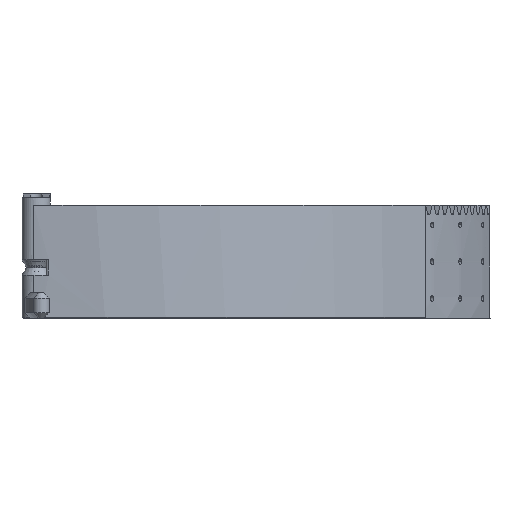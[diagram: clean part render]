
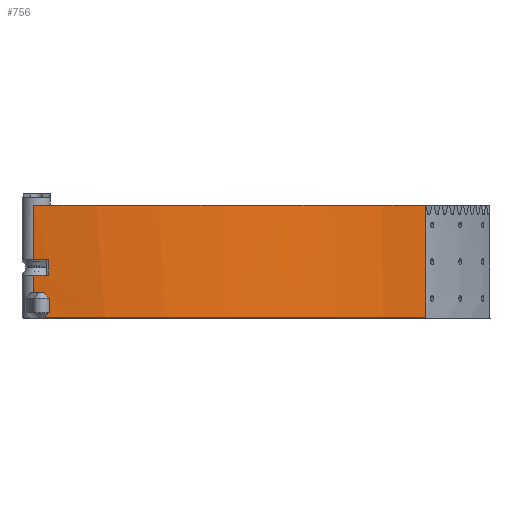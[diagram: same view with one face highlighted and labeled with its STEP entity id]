
A CAD part, left-side view. The second image highlights one B-rep face of the part: STEP entity #756.
In plain terms, the highlighted cylindrical face has radius 150 mm (diameter 300 mm), a partial arc.
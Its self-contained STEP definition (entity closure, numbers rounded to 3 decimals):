
#82 = VERTEX_POINT('',#83);
#83 = CARTESIAN_POINT('',(-148.153,23.465,0.));
#92 = EDGE_CURVE('',#93,#82,#95,.T.);
#93 = VERTEX_POINT('',#94);
#94 = CARTESIAN_POINT('',(-148.153,23.465,-19.2));
#95 = LINE('',#96,#97);
#96 = CARTESIAN_POINT('',(-148.153,23.465,-40.));
#97 = VECTOR('',#98,1.);
#98 = DIRECTION('',(0.,0.,1.));
#293 = EDGE_CURVE('',#82,#294,#296,.T.);
#294 = VERTEX_POINT('',#295);
#295 = CARTESIAN_POINT('',(-96.418,-114.907,
    0.));
#296 = CIRCLE('',#297,150.);
#297 = AXIS2_PLACEMENT_3D('',#298,#299,#300);
#298 = CARTESIAN_POINT('',(0.,0.,0.));
#299 = DIRECTION('',(0.,0.,1.));
#300 = DIRECTION('',(-0.988,0.156,0.));
#756 = ADVANCED_FACE('',(#757),#873,.T.);
#757 = FACE_BOUND('',#758,.T.);
#758 = EDGE_LOOP('',(#759,#770,#779,#787,#796,#806,#814,#824,#833,#842,
    #848,#849,#850,#859,#868));
#759 = ORIENTED_EDGE('',*,*,#760,.F.);
#760 = EDGE_CURVE('',#761,#763,#765,.T.);
#761 = VERTEX_POINT('',#762);
#762 = CARTESIAN_POINT('',(-148.5,21.161,-24.8));
#763 = VERTEX_POINT('',#764);
#764 = CARTESIAN_POINT('',(-148.881,18.288,-24.8));
#765 = CIRCLE('',#766,150.);
#766 = AXIS2_PLACEMENT_3D('',#767,#768,#769);
#767 = CARTESIAN_POINT('',(0.,0.,-24.8
    ));
#768 = DIRECTION('',(0.,0.,1.));
#769 = DIRECTION('',(-0.156,-0.988,0.));
#770 = ORIENTED_EDGE('',*,*,#771,.F.);
#771 = EDGE_CURVE('',#772,#761,#774,.T.);
#772 = VERTEX_POINT('',#773);
#773 = CARTESIAN_POINT('',(-148.153,23.465,-24.8));
#774 = CIRCLE('',#775,150.);
#775 = AXIS2_PLACEMENT_3D('',#776,#777,#778);
#776 = CARTESIAN_POINT('',(0.,0.,-24.8
    ));
#777 = DIRECTION('',(0.,0.,1.));
#778 = DIRECTION('',(-0.988,0.156,0.));
#779 = ORIENTED_EDGE('',*,*,#780,.F.);
#780 = EDGE_CURVE('',#781,#772,#783,.T.);
#781 = VERTEX_POINT('',#782);
#782 = CARTESIAN_POINT('',(-148.153,23.465,-31.));
#783 = LINE('',#784,#785);
#784 = CARTESIAN_POINT('',(-148.153,23.465,-40.));
#785 = VECTOR('',#786,1.);
#786 = DIRECTION('',(0.,0.,1.));
#787 = ORIENTED_EDGE('',*,*,#788,.T.);
#788 = EDGE_CURVE('',#781,#789,#791,.T.);
#789 = VERTEX_POINT('',#790);
#790 = CARTESIAN_POINT('',(-148.403,21.828,-31.));
#791 = CIRCLE('',#792,150.);
#792 = AXIS2_PLACEMENT_3D('',#793,#794,#795);
#793 = CARTESIAN_POINT('',(0.,0.,-31.)
  );
#794 = DIRECTION('',(0.,0.,1.));
#795 = DIRECTION('',(-0.988,0.156,0.));
#796 = ORIENTED_EDGE('',*,*,#797,.T.);
#797 = EDGE_CURVE('',#789,#798,#800,.T.);
#798 = VERTEX_POINT('',#799);
#799 = CARTESIAN_POINT('',(-148.683,19.835,-33.));
#800 = B_SPLINE_CURVE_WITH_KNOTS('',4,(#801,#802,#803,#804,#805),
  .UNSPECIFIED.,.F.,.F.,(5,5),(0.,1.),.PIECEWISE_BEZIER_KNOTS.);
#801 = CARTESIAN_POINT('',(-148.403,21.828,-31.));
#802 = CARTESIAN_POINT('',(-148.476,21.331,
    -31.5));
#803 = CARTESIAN_POINT('',(-148.547,20.832,
    -32.));
#804 = CARTESIAN_POINT('',(-148.616,20.334,
    -32.5));
#805 = CARTESIAN_POINT('',(-148.683,19.835,-33.));
#806 = ORIENTED_EDGE('',*,*,#807,.F.);
#807 = EDGE_CURVE('',#808,#798,#810,.T.);
#808 = VERTEX_POINT('',#809);
#809 = CARTESIAN_POINT('',(-148.683,19.835,-38.));
#810 = LINE('',#811,#812);
#811 = CARTESIAN_POINT('',(-148.683,19.835,-40.));
#812 = VECTOR('',#813,1.);
#813 = DIRECTION('',(0.,0.,1.));
#814 = ORIENTED_EDGE('',*,*,#815,.T.);
#815 = EDGE_CURVE('',#808,#816,#818,.T.);
#816 = VERTEX_POINT('',#817);
#817 = CARTESIAN_POINT('',(-148.461,21.43,-39.6));
#818 = B_SPLINE_CURVE_WITH_KNOTS('',4,(#819,#820,#821,#822,#823),
  .UNSPECIFIED.,.F.,.F.,(5,5),(0.,1.),.PIECEWISE_BEZIER_KNOTS.);
#819 = CARTESIAN_POINT('',(-148.683,19.835,-38.));
#820 = CARTESIAN_POINT('',(-148.616,20.334,
    -38.5));
#821 = CARTESIAN_POINT('',(-148.547,20.832,
    -39.));
#822 = CARTESIAN_POINT('',(-148.476,21.331,
    -39.5));
#823 = CARTESIAN_POINT('',(-148.403,21.828,-40.));
#824 = ORIENTED_EDGE('',*,*,#825,.F.);
#825 = EDGE_CURVE('',#826,#816,#828,.T.);
#826 = VERTEX_POINT('',#827);
#827 = CARTESIAN_POINT('',(-148.683,19.835,-39.6));
#828 = CIRCLE('',#829,150.);
#829 = AXIS2_PLACEMENT_3D('',#830,#831,#832);
#830 = CARTESIAN_POINT('',(0.,0.,-39.6)
  );
#831 = DIRECTION('',(0.,0.,-1.));
#832 = DIRECTION('',(-0.991,0.132,0.)
  );
#833 = ORIENTED_EDGE('',*,*,#834,.F.);
#834 = EDGE_CURVE('',#835,#826,#837,.T.);
#835 = VERTEX_POINT('',#836);
#836 = CARTESIAN_POINT('',(-96.418,-114.907,-39.6));
#837 = CIRCLE('',#838,150.);
#838 = AXIS2_PLACEMENT_3D('',#839,#840,#841);
#839 = CARTESIAN_POINT('',(0.,0.,-39.6)
  );
#840 = DIRECTION('',(0.,0.,-1.));
#841 = DIRECTION('',(0.992,0.129,0.)
  );
#842 = ORIENTED_EDGE('',*,*,#843,.T.);
#843 = EDGE_CURVE('',#835,#294,#844,.T.);
#844 = LINE('',#845,#846);
#845 = CARTESIAN_POINT('',(-96.418,-114.907,-40.));
#846 = VECTOR('',#847,1.);
#847 = DIRECTION('',(0.,0.,1.));
#848 = ORIENTED_EDGE('',*,*,#293,.F.);
#849 = ORIENTED_EDGE('',*,*,#92,.F.);
#850 = ORIENTED_EDGE('',*,*,#851,.T.);
#851 = EDGE_CURVE('',#93,#852,#854,.T.);
#852 = VERTEX_POINT('',#853);
#853 = CARTESIAN_POINT('',(-148.5,21.161,-19.2));
#854 = CIRCLE('',#855,150.);
#855 = AXIS2_PLACEMENT_3D('',#856,#857,#858);
#856 = CARTESIAN_POINT('',(0.,0.,-19.2
    ));
#857 = DIRECTION('',(0.,0.,1.));
#858 = DIRECTION('',(-0.988,0.156,0.));
#859 = ORIENTED_EDGE('',*,*,#860,.T.);
#860 = EDGE_CURVE('',#852,#861,#863,.T.);
#861 = VERTEX_POINT('',#862);
#862 = CARTESIAN_POINT('',(-148.881,18.288,-19.2));
#863 = CIRCLE('',#864,150.);
#864 = AXIS2_PLACEMENT_3D('',#865,#866,#867);
#865 = CARTESIAN_POINT('',(0.,0.,-19.2
    ));
#866 = DIRECTION('',(0.,0.,1.));
#867 = DIRECTION('',(-0.156,-0.988,0.));
#868 = ORIENTED_EDGE('',*,*,#869,.F.);
#869 = EDGE_CURVE('',#763,#861,#870,.T.);
#870 = ( BOUNDED_CURVE() B_SPLINE_CURVE(1,(#871,#872),.UNSPECIFIED.,.F.,
.F.) B_SPLINE_CURVE_WITH_KNOTS((2,2),(-2.912,8.512),
.PIECEWISE_BEZIER_KNOTS.) CURVE() GEOMETRIC_REPRESENTATION_ITEM() 
RATIONAL_B_SPLINE_CURVE((1.066,1.066)) 
REPRESENTATION_ITEM('') );
#871 = CARTESIAN_POINT('',(-148.881,18.288,-27.712));
#872 = CARTESIAN_POINT('',(-148.881,18.288,-16.288));
#873 = CYLINDRICAL_SURFACE('',#874,150.);
#874 = AXIS2_PLACEMENT_3D('',#875,#876,#877);
#875 = CARTESIAN_POINT('',(0.,0.,-40.)
  );
#876 = DIRECTION('',(0.,0.,1.));
#877 = DIRECTION('',(-0.988,0.156,0.));
